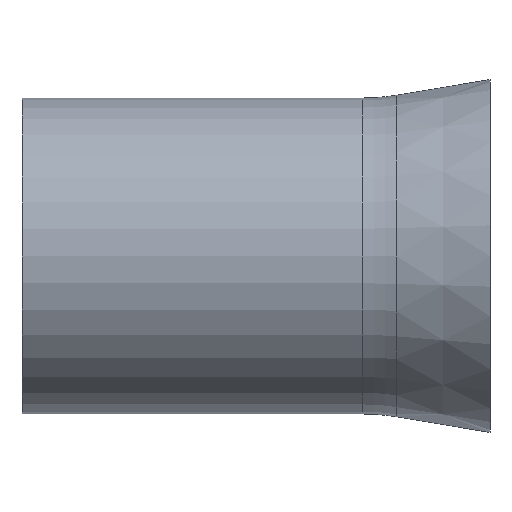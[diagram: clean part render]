
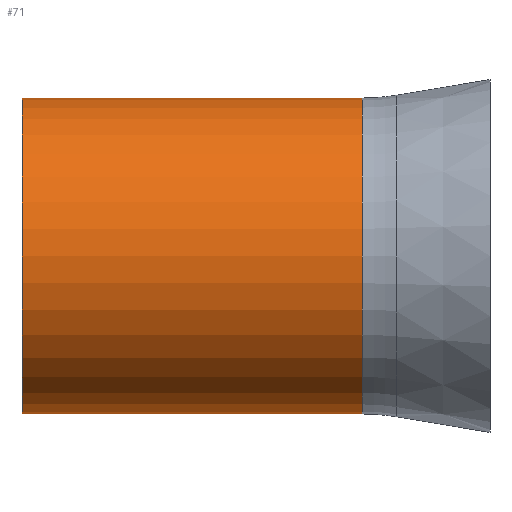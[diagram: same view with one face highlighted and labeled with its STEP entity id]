
A CAD part, front view. The second image highlights one B-rep face of the part: STEP entity #71.
In plain terms, the highlighted cylindrical face has radius 27 mm (diameter 54 mm), a partial arc.
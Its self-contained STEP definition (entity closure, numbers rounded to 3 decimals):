
#18 = FACE_OUTER_BOUND ( 'NONE', #176, .T. ) ;
#23 = CYLINDRICAL_SURFACE ( 'NONE', #257, 27. ) ;
#41 = CARTESIAN_POINT ( 'NONE',  ( -142.58, 0., -27. ) ) ;
#57 = CARTESIAN_POINT ( 'NONE',  ( -84.376, 0., -27. ) ) ;
#71 = ADVANCED_FACE ( 'NONE', ( #18 ), #23, .T. ) ;
#74 = DIRECTION ( 'NONE',  ( 1., 0., 0. ) ) ;
#89 = CIRCLE ( 'NONE', #348, 27. ) ;
#99 = VECTOR ( 'NONE', #253, 1000. ) ;
#121 = CIRCLE ( 'NONE', #412, 27. ) ;
#142 = EDGE_CURVE ( 'NONE', #369, #166, #218, .T. ) ;
#149 = ORIENTED_EDGE ( 'NONE', *, *, #374, .T. ) ;
#150 = EDGE_CURVE ( 'NONE', #194, #166, #121, .T. ) ;
#164 = ORIENTED_EDGE ( 'NONE', *, *, #407, .F. ) ;
#166 = VERTEX_POINT ( 'NONE', #57 ) ;
#168 = ORIENTED_EDGE ( 'NONE', *, *, #150, .F. ) ;
#172 = ORIENTED_EDGE ( 'NONE', *, *, #142, .T. ) ;
#176 = EDGE_LOOP ( 'NONE', ( #164, #149, #172, #168 ) ) ;
#179 = DIRECTION ( 'NONE',  ( 1., 0., 0. ) ) ;
#194 = VERTEX_POINT ( 'NONE', #375 ) ;
#201 = VERTEX_POINT ( 'NONE', #273 ) ;
#213 = LINE ( 'NONE', #244, #448 ) ;
#218 = LINE ( 'NONE', #363, #99 ) ;
#220 = CARTESIAN_POINT ( 'NONE',  ( -84.376, 0., 0. ) ) ;
#244 = CARTESIAN_POINT ( 'NONE',  ( 0., 0., 27. ) ) ;
#251 = DIRECTION ( 'NONE',  ( 1., 0., 0. ) ) ;
#253 = DIRECTION ( 'NONE',  ( 1., 0., 0. ) ) ;
#257 = AXIS2_PLACEMENT_3D ( 'NONE', #265, #251, #294 ) ;
#265 = CARTESIAN_POINT ( 'NONE',  ( 0., 0., 0. ) ) ;
#273 = CARTESIAN_POINT ( 'NONE',  ( -142.58, 0., 27. ) ) ;
#294 = DIRECTION ( 'NONE',  ( 0., 0., -1. ) ) ;
#306 = DIRECTION ( 'NONE',  ( 0., 0., -1. ) ) ;
#348 = AXIS2_PLACEMENT_3D ( 'NONE', #380, #74, #387 ) ;
#363 = CARTESIAN_POINT ( 'NONE',  ( 0., 0., -27. ) ) ;
#366 = DIRECTION ( 'NONE',  ( 1., 0., 0. ) ) ;
#369 = VERTEX_POINT ( 'NONE', #41 ) ;
#374 = EDGE_CURVE ( 'NONE', #201, #369, #89, .T. ) ;
#375 = CARTESIAN_POINT ( 'NONE',  ( -84.376, 0., 27. ) ) ;
#380 = CARTESIAN_POINT ( 'NONE',  ( -142.58, 0., 0. ) ) ;
#387 = DIRECTION ( 'NONE',  ( 0., 0., -1. ) ) ;
#407 = EDGE_CURVE ( 'NONE', #201, #194, #213, .T. ) ;
#412 = AXIS2_PLACEMENT_3D ( 'NONE', #220, #366, #306 ) ;
#448 = VECTOR ( 'NONE', #179, 1000. ) ;
